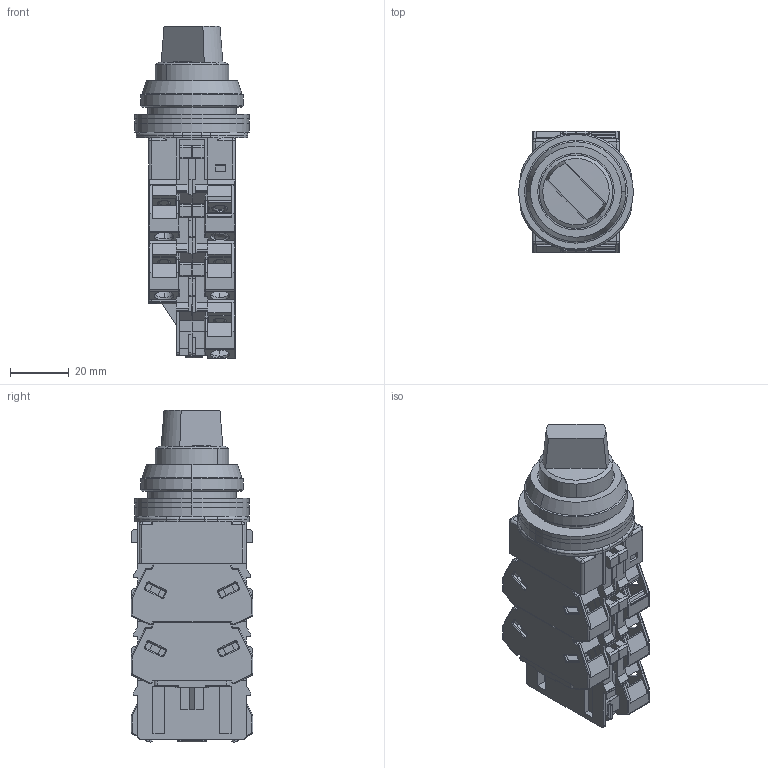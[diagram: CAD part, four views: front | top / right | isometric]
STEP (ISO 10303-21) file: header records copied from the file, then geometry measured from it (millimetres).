
FILE_DESCRIPTION (( 'STEP AP203' ), '1' );
FILE_NAME ('OUTSIDE-ASLN2_ASLN3nn.STEP', '2017-04-05T03:46:21', ( '' ), ( '' ), 'SwSTEP 2.0', 'SolidWorks 2014', '' );
FILE_SCHEMA (( 'CONFIG_CONTROL_DESIGN' ));
Length unit declared in the file: millimetre
Products named in the file (9): OUTSIDE-ASLNH(D)-※; OUTSIDE-OG-11; OUTSIDE-HW-DB; OUTSIDE-OW-12; OUTSIDE-HW-U; OUTSIDE-TWT-BLS-BODY-N; OUTSIDE-ASLN2_ASLN3nn; OUTSIDE-OW-11; OUTSIDE-HW-GA1N
Assembly tree (12 placements, depth 2):
  OUTSIDE-ASLN2_ASLN3nn
    OUTSIDE-TWT-BLS-BODY-N
    OUTSIDE-ASLNH(D)-※
    OUTSIDE-OW-12
    OUTSIDE-OW-11  x2
    OUTSIDE-OG-11
    OUTSIDE-HW-U  x4
    OUTSIDE-HW-GA1N
    OUTSIDE-HW-DB
Bounding box: 39 x 41.4 x 113 mm (x, y, z)
Volume: 93105.4 mm3; surface area: 42816.3 mm2
Topology: 12 solids, 12 shells, 1726 faces, 4693 edges, 3004 vertices
Faces by surface type: plane 1035, cylinder 455, bspline 206, cone 30
Entity records: 31677 total; most frequent: CARTESIAN_POINT 8118, ORIENTED_EDGE 4914, DIRECTION 4425, EDGE_CURVE 2457, VECTOR 1773, LINE 1773, VERTEX_POINT 1580, AXIS2_PLACEMENT_3D 1326
